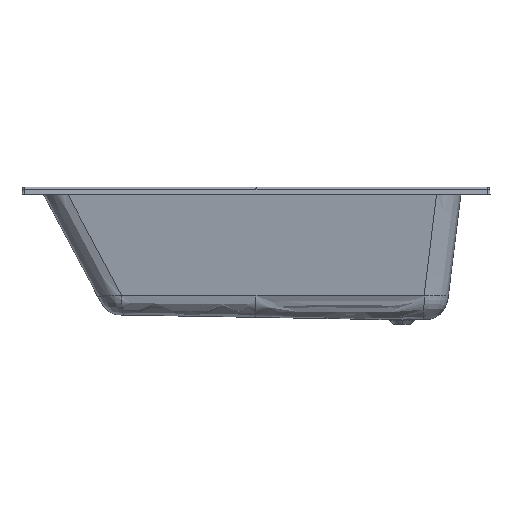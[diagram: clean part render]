
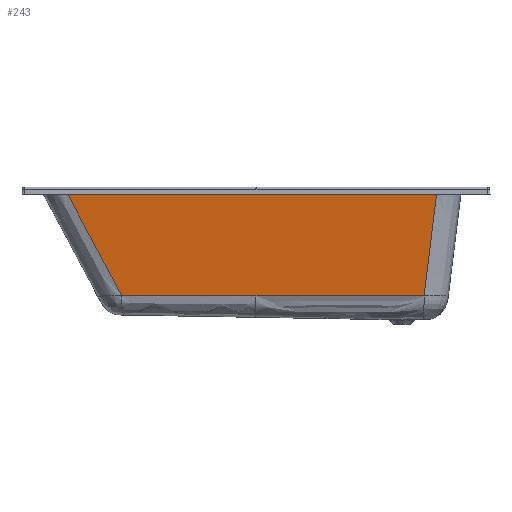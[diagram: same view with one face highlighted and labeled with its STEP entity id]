
A CAD part, front view. The second image highlights one B-rep face of the part: STEP entity #243.
In plain terms, the highlighted planar face has unit normal (0, -0.993, -0.122).
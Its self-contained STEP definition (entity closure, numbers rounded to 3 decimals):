
#243=ADVANCED_FACE('',(#724),#7381,.T.);
#724=FACE_OUTER_BOUND('',#1191,.T.);
#1191=EDGE_LOOP('',(#2613,#2614,#2615,#2616,#2617,#2618,#2619));
#2613=ORIENTED_EDGE('',*,*,#4434,.F.);
#2614=ORIENTED_EDGE('',*,*,#4435,.T.);
#2615=ORIENTED_EDGE('',*,*,#4395,.T.);
#2616=ORIENTED_EDGE('',*,*,#4436,.F.);
#2617=ORIENTED_EDGE('',*,*,#4437,.F.);
#2618=ORIENTED_EDGE('',*,*,#4470,.F.);
#2619=ORIENTED_EDGE('',*,*,#4433,.F.);
#4395=EDGE_CURVE('',#6559,#6591,#5819,.T.);
#4433=EDGE_CURVE('',#6619,#6620,#5855,.T.);
#4434=EDGE_CURVE('',#6593,#6619,#5856,.T.);
#4435=EDGE_CURVE('',#6593,#6559,#5857,.T.);
#4436=EDGE_CURVE('',#6621,#6591,#5858,.T.);
#4437=EDGE_CURVE('',#6622,#6621,#5859,.T.);
#4470=EDGE_CURVE('',#6620,#6622,#5890,.T.);
#5819=B_SPLINE_CURVE_WITH_KNOTS('',4,(#47658,#47659,#47660,#47661,#47662),
 .UNSPECIFIED.,.F.,.F.,(5,5),(-85.483,-45.316),
 .UNSPECIFIED.);
#5855=B_SPLINE_CURVE_WITH_KNOTS('',1,(#48005,#48006),.UNSPECIFIED.,.F.,
 .F.,(2,2),(0.,459.225),.UNSPECIFIED.);
#5856=B_SPLINE_CURVE_WITH_KNOTS('',1,(#48007,#48008),.UNSPECIFIED.,.F.,
 .F.,(2,2),(0.,574.791),.UNSPECIFIED.);
#5857=B_SPLINE_CURVE_WITH_KNOTS('',3,(#48009,#48010,#48011,#48012),
 .UNSPECIFIED.,.F.,.F.,(4,4),(-373.288,-15.626),
 .UNSPECIFIED.);
#5858=B_SPLINE_CURVE_WITH_KNOTS('',5,(#48013,#48014,#48015,#48016,#48017,
#48018,#48019,#48020,#48021,#48022,#48023,#48024,#48025,#48026,#48027,#48028,
#48029,#48030,#48031,#48032,#48033,#48034,#48035,#48036,#48037,#48038,#48039),
 .UNSPECIFIED.,.F.,.F.,(6,3,3,3,3,3,3,3,6),(255.363,307.86,522.385,
696.732,1130.511,1170.027,1207.456,1230.873,1256.648),
 .UNSPECIFIED.);
#5859=B_SPLINE_CURVE_WITH_KNOTS('',5,(#48040,#48041,#48042,#48043,#48044,
#48045,#48046,#48047,#48048,#48049,#48050,#48051,#48052,#48053,#48054,#48055,
#48056,#48057,#48058,#48059,#48060,#48061,#48062,#48063,#48064,#48065,#48066),
 .UNSPECIFIED.,.F.,.F.,(6,3,3,3,3,3,3,3,6),(581.025,589.288,
597.552,612.393,642.075,701.439,1057.308,1342.348,
1520.437),.UNSPECIFIED.);
#5890=B_SPLINE_CURVE_WITH_KNOTS('',5,(#48454,#48455,#48456,#48457,#48458,
#48459),.UNSPECIFIED.,.F.,.F.,(6,6),(-209.728,202.969),
 .UNSPECIFIED.);
#6559=VERTEX_POINT('',#46390);
#6591=VERTEX_POINT('',#46422);
#6593=VERTEX_POINT('',#46424);
#6619=VERTEX_POINT('',#46450);
#6620=VERTEX_POINT('',#46451);
#6621=VERTEX_POINT('',#46452);
#6622=VERTEX_POINT('',#46453);
#7381=PLANE('',#7509);
#7509=AXIS2_PLACEMENT_3D('',#22936,#7620,$);
#7620=DIRECTION('',(0.,-0.993,-0.122));
#22936=CARTESIAN_POINT('',(768.242,-292.446,263.04));
#46390=CARTESIAN_POINT('',(618.424,-286.819,217.214));
#46422=CARTESIAN_POINT('',(639.117,-287.988,226.735));
#46424=CARTESIAN_POINT('',(575.107,-243.503,-135.572));
#46450=CARTESIAN_POINT('',(0.316,-243.503,-135.573));
#46451=CARTESIAN_POINT('',(-458.908,-243.503,-135.573));
#46452=CARTESIAN_POINT('',(0.316,-287.989,226.742));
#46453=CARTESIAN_POINT('',(-651.529,-287.983,226.695));
#47658=CARTESIAN_POINT('',(618.424,-286.819,217.214));
#47659=CARTESIAN_POINT('',(623.429,-287.132,219.758));
#47660=CARTESIAN_POINT('',(628.476,-287.438,222.252));
#47661=CARTESIAN_POINT('',(633.669,-287.73,224.629));
#47662=CARTESIAN_POINT('',(639.117,-287.988,226.735));
#48005=CARTESIAN_POINT('',(0.316,-243.503,-135.573));
#48006=CARTESIAN_POINT('',(-458.908,-243.503,-135.573));
#48007=CARTESIAN_POINT('',(575.107,-243.503,-135.572));
#48008=CARTESIAN_POINT('',(0.316,-243.503,-135.573));
#48009=CARTESIAN_POINT('',(575.107,-243.503,-135.572));
#48010=CARTESIAN_POINT('',(589.546,-257.942,-17.977));
#48011=CARTESIAN_POINT('',(603.985,-272.38,99.619));
#48012=CARTESIAN_POINT('',(618.424,-286.819,217.214));
#48013=CARTESIAN_POINT('',(0.316,-287.989,226.742));
#48014=CARTESIAN_POINT('',(7.741,-287.989,226.741));
#48015=CARTESIAN_POINT('',(15.165,-287.989,226.741));
#48016=CARTESIAN_POINT('',(22.589,-287.989,226.74));
#48017=CARTESIAN_POINT('',(60.353,-287.989,226.738));
#48018=CARTESIAN_POINT('',(98.117,-287.988,226.736));
#48019=CARTESIAN_POINT('',(91.203,-287.989,226.736));
#48020=CARTESIAN_POINT('',(146.2,-287.988,226.733));
#48021=CARTESIAN_POINT('',(201.196,-287.988,226.73));
#48022=CARTESIAN_POINT('',(217.012,-287.988,226.729));
#48023=CARTESIAN_POINT('',(303.017,-287.987,226.724));
#48024=CARTESIAN_POINT('',(389.021,-287.986,226.718));
#48025=CARTESIAN_POINT('',(425.731,-287.986,226.713));
#48026=CARTESIAN_POINT('',(492.667,-287.985,226.707));
#48027=CARTESIAN_POINT('',(559.603,-287.983,226.695));
#48028=CARTESIAN_POINT('',(565.192,-287.983,226.694));
#48029=CARTESIAN_POINT('',(576.073,-287.983,226.692));
#48030=CARTESIAN_POINT('',(586.955,-287.983,226.689));
#48031=CARTESIAN_POINT('',(593.724,-287.983,226.688));
#48032=CARTESIAN_POINT('',(602.329,-287.982,226.686));
#48033=CARTESIAN_POINT('',(610.934,-287.982,226.682));
#48034=CARTESIAN_POINT('',(614.245,-287.982,226.68));
#48035=CARTESIAN_POINT('',(621.204,-287.981,226.677));
#48036=CARTESIAN_POINT('',(628.169,-287.982,226.685));
#48037=CARTESIAN_POINT('',(631.822,-287.984,226.696));
#48038=CARTESIAN_POINT('',(635.467,-287.986,226.713));
#48039=CARTESIAN_POINT('',(639.117,-287.988,226.735));
#48040=CARTESIAN_POINT('',(-651.529,-287.983,226.695));
#48041=CARTESIAN_POINT('',(-650.364,-287.983,226.695));
#48042=CARTESIAN_POINT('',(-649.191,-287.983,226.695));
#48043=CARTESIAN_POINT('',(-648.024,-287.984,226.696));
#48044=CARTESIAN_POINT('',(-645.687,-287.984,226.697));
#48045=CARTESIAN_POINT('',(-643.349,-287.984,226.698));
#48046=CARTESIAN_POINT('',(-642.181,-287.984,226.698));
#48047=CARTESIAN_POINT('',(-638.914,-287.984,226.699));
#48048=CARTESIAN_POINT('',(-635.646,-287.984,226.7));
#48049=CARTESIAN_POINT('',(-633.547,-287.984,226.701));
#48050=CARTESIAN_POINT('',(-627.251,-287.984,226.702));
#48051=CARTESIAN_POINT('',(-620.954,-287.984,226.704));
#48052=CARTESIAN_POINT('',(-616.756,-287.985,226.704));
#48053=CARTESIAN_POINT('',(-604.163,-287.985,226.707));
#48054=CARTESIAN_POINT('',(-591.569,-287.985,226.708));
#48055=CARTESIAN_POINT('',(-583.174,-287.985,226.709));
#48056=CARTESIAN_POINT('',(-524.448,-287.986,226.716));
#48057=CARTESIAN_POINT('',(-465.723,-287.987,226.722));
#48058=CARTESIAN_POINT('',(-415.175,-287.987,226.725));
#48059=CARTESIAN_POINT('',(-324.533,-287.988,226.73));
#48060=CARTESIAN_POINT('',(-233.891,-287.988,226.733));
#48061=CARTESIAN_POINT('',(-206.241,-287.988,226.734));
#48062=CARTESIAN_POINT('',(-140.742,-287.989,226.737));
#48063=CARTESIAN_POINT('',(-75.244,-287.989,226.739));
#48064=CARTESIAN_POINT('',(-50.057,-287.989,226.74));
#48065=CARTESIAN_POINT('',(-24.87,-287.989,226.741));
#48066=CARTESIAN_POINT('',(0.316,-287.989,226.742));
#48454=CARTESIAN_POINT('',(-458.908,-243.503,-135.573));
#48455=CARTESIAN_POINT('',(-497.433,-252.399,-63.119));
#48456=CARTESIAN_POINT('',(-535.957,-261.295,9.334));
#48457=CARTESIAN_POINT('',(-574.481,-270.191,81.788));
#48458=CARTESIAN_POINT('',(-613.005,-279.087,154.241));
#48459=CARTESIAN_POINT('',(-651.529,-287.983,226.695));
